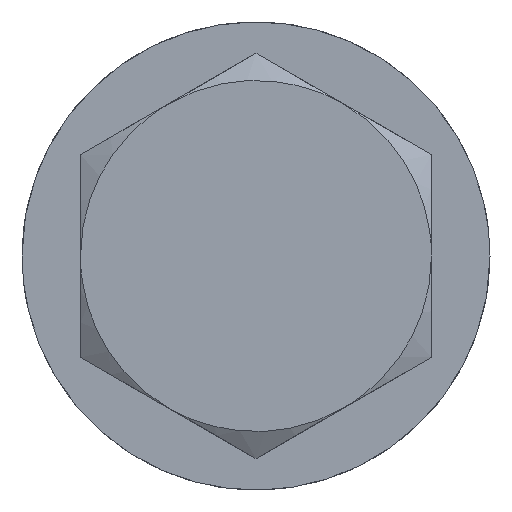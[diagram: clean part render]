
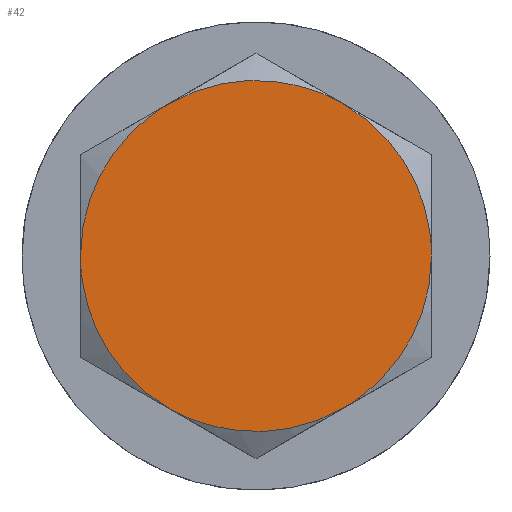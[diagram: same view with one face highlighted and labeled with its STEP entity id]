
A CAD part, left-side view. The second image highlights one B-rep face of the part: STEP entity #42.
In plain terms, the highlighted planar face has unit normal (-1, 0, 0).
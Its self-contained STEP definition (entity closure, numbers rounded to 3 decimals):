
#42=ADVANCED_FACE('',(#98),#748,.T.);
#98=FACE_OUTER_BOUND('',#156,.T.);
#156=EDGE_LOOP('',(#259,#260,#261,#262,#263,#264));
#259=ORIENTED_EDGE('',*,*,#462,.F.);
#260=ORIENTED_EDGE('',*,*,#461,.F.);
#261=ORIENTED_EDGE('',*,*,#454,.F.);
#262=ORIENTED_EDGE('',*,*,#459,.F.);
#263=ORIENTED_EDGE('',*,*,#460,.F.);
#264=ORIENTED_EDGE('',*,*,#463,.F.);
#454=EDGE_CURVE('',#692,#690,#631,.T.);
#459=EDGE_CURVE('',#694,#692,#632,.T.);
#460=EDGE_CURVE('',#695,#694,#633,.T.);
#461=EDGE_CURVE('',#690,#697,#634,.T.);
#462=EDGE_CURVE('',#697,#698,#635,.T.);
#463=EDGE_CURVE('',#698,#695,#636,.T.);
#631=(
BOUNDED_CURVE()
B_SPLINE_CURVE(2,(#1345,#1346,#1347),.UNSPECIFIED.,.F.,.F.)
B_SPLINE_CURVE_WITH_KNOTS((3,3),(-9.425,0.),.UNSPECIFIED.)
CURVE()
GEOMETRIC_REPRESENTATION_ITEM()
RATIONAL_B_SPLINE_CURVE((1.,0.866,1.))
REPRESENTATION_ITEM('')
);
#632=(
BOUNDED_CURVE()
B_SPLINE_CURVE(2,(#1366,#1367,#1368),.UNSPECIFIED.,.F.,.F.)
B_SPLINE_CURVE_WITH_KNOTS((3,3),(0.,9.425),.UNSPECIFIED.)
CURVE()
GEOMETRIC_REPRESENTATION_ITEM()
RATIONAL_B_SPLINE_CURVE((1.,0.866,1.))
REPRESENTATION_ITEM('')
);
#633=(
BOUNDED_CURVE()
B_SPLINE_CURVE(2,(#1369,#1370,#1371),.UNSPECIFIED.,.F.,.F.)
B_SPLINE_CURVE_WITH_KNOTS((3,3),(0.,9.425),.UNSPECIFIED.)
CURVE()
GEOMETRIC_REPRESENTATION_ITEM()
RATIONAL_B_SPLINE_CURVE((1.,0.866,1.))
REPRESENTATION_ITEM('')
);
#634=(
BOUNDED_CURVE()
B_SPLINE_CURVE(2,(#1372,#1373,#1374),.UNSPECIFIED.,.F.,.F.)
B_SPLINE_CURVE_WITH_KNOTS((3,3),(0.,9.425),.UNSPECIFIED.)
CURVE()
GEOMETRIC_REPRESENTATION_ITEM()
RATIONAL_B_SPLINE_CURVE((1.,0.866,1.))
REPRESENTATION_ITEM('')
);
#635=(
BOUNDED_CURVE()
B_SPLINE_CURVE(2,(#1375,#1376,#1377),.UNSPECIFIED.,.F.,.F.)
B_SPLINE_CURVE_WITH_KNOTS((3,3),(0.,9.425),.UNSPECIFIED.)
CURVE()
GEOMETRIC_REPRESENTATION_ITEM()
RATIONAL_B_SPLINE_CURVE((1.,0.866,1.))
REPRESENTATION_ITEM('')
);
#636=(
BOUNDED_CURVE()
B_SPLINE_CURVE(2,(#1378,#1379,#1380),.UNSPECIFIED.,.F.,.F.)
B_SPLINE_CURVE_WITH_KNOTS((3,3),(-9.425,0.),.UNSPECIFIED.)
CURVE()
GEOMETRIC_REPRESENTATION_ITEM()
RATIONAL_B_SPLINE_CURVE((1.,0.866,1.))
REPRESENTATION_ITEM('')
);
#690=VERTEX_POINT('',#1270);
#692=VERTEX_POINT('',#1272);
#694=VERTEX_POINT('',#1274);
#695=VERTEX_POINT('',#1275);
#697=VERTEX_POINT('',#1277);
#698=VERTEX_POINT('',#1278);
#748=PLANE('',#824);
#824=AXIS2_PLACEMENT_3D('',#1050,#847,$);
#847=DIRECTION('',(-1.,0.,0.));
#1050=CARTESIAN_POINT('',(-7.5,10.92,12.591));
#1270=CARTESIAN_POINT('',(-7.5,4.5,-7.794));
#1272=CARTESIAN_POINT('',(-7.5,-4.5,-7.794));
#1274=CARTESIAN_POINT('',(-7.5,-9.,0.));
#1275=CARTESIAN_POINT('',(-7.5,-4.5,7.794));
#1277=CARTESIAN_POINT('',(-7.5,9.,0.));
#1278=CARTESIAN_POINT('',(-7.5,4.5,7.794));
#1345=CARTESIAN_POINT('',(-7.5,-4.5,-7.794));
#1346=CARTESIAN_POINT('',(-7.5,0.,-10.392));
#1347=CARTESIAN_POINT('',(-7.5,4.5,-7.794));
#1366=CARTESIAN_POINT('',(-7.5,-9.,0.));
#1367=CARTESIAN_POINT('',(-7.5,-9.,-5.196));
#1368=CARTESIAN_POINT('',(-7.5,-4.5,-7.794));
#1369=CARTESIAN_POINT('',(-7.5,-4.5,7.794));
#1370=CARTESIAN_POINT('',(-7.5,-9.,5.196));
#1371=CARTESIAN_POINT('',(-7.5,-9.,0.));
#1372=CARTESIAN_POINT('',(-7.5,4.5,-7.794));
#1373=CARTESIAN_POINT('',(-7.5,9.,-5.196));
#1374=CARTESIAN_POINT('',(-7.5,9.,0.));
#1375=CARTESIAN_POINT('',(-7.5,9.,0.));
#1376=CARTESIAN_POINT('',(-7.5,9.,5.196));
#1377=CARTESIAN_POINT('',(-7.5,4.5,7.794));
#1378=CARTESIAN_POINT('',(-7.5,4.5,7.794));
#1379=CARTESIAN_POINT('',(-7.5,0.,10.392));
#1380=CARTESIAN_POINT('',(-7.5,-4.5,7.794));
